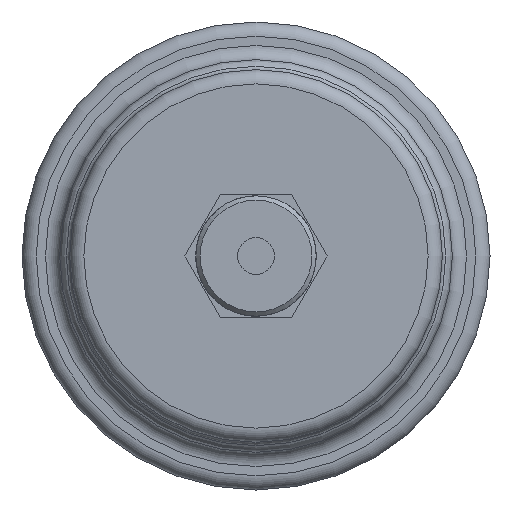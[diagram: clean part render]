
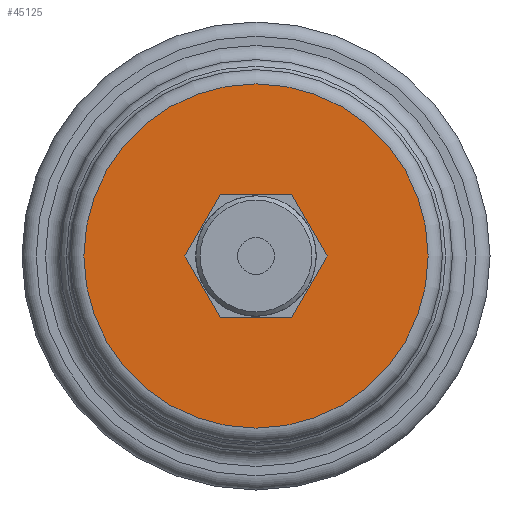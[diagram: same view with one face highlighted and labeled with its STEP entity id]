
A CAD part, front view. The second image highlights one B-rep face of the part: STEP entity #45125.
In plain terms, the highlighted planar face has unit normal (0, -1, 0).
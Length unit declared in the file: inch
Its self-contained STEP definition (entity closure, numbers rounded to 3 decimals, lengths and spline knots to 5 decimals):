
#127 = EDGE_CURVE ( 'NONE', #48368, #45783, #19216, .T. ) ;
#857 = CARTESIAN_POINT ( 'NONE',  ( 1.31, 0., 0. ) ) ;
#1510 = AXIS2_PLACEMENT_3D ( 'NONE', #36506, #57137, #26509 ) ;
#1625 = DIRECTION ( 'NONE',  ( 0.5, 0., -0.866 ) ) ;
#2125 = VERTEX_POINT ( 'NONE', #32111 ) ;
#2570 = CIRCLE ( 'NONE', #1510, 1.21 ) ;
#2735 = VECTOR ( 'NONE', #28546, 39.37008 ) ;
#4740 = EDGE_CURVE ( 'NONE', #25572, #2125, #64336, .T. ) ;
#8304 = CARTESIAN_POINT ( 'NONE',  ( 0.50027, 0., 0. ) ) ;
#8542 = VECTOR ( 'NONE', #11195, 39.37008 ) ;
#9263 = CARTESIAN_POINT ( 'NONE',  ( -0.25014, 0., -0.43325 ) ) ;
#9588 = DIRECTION ( 'NONE',  ( 1., 0., 0. ) ) ;
#10972 = EDGE_LOOP ( 'NONE', ( #45881, #23851, #31007, #21184, #30135, #49800 ) ) ;
#11195 = DIRECTION ( 'NONE',  ( 0.5, 0., 0.866 ) ) ;
#12245 = VECTOR ( 'NONE', #13828, 39.37008 ) ;
#12766 = LINE ( 'NONE', #44000, #45297 ) ;
#13828 = DIRECTION ( 'NONE',  ( -1., 0., 0. ) ) ;
#16146 = CARTESIAN_POINT ( 'NONE',  ( 0.25014, 0., -0.43325 ) ) ;
#17004 = EDGE_CURVE ( 'NONE', #37863, #25572, #53864, .T. ) ;
#19204 = EDGE_LOOP ( 'NONE', ( #56276 ) ) ;
#19216 = LINE ( 'NONE', #9263, #39290 ) ;
#20564 = DIRECTION ( 'NONE',  ( 0., -1., 0. ) ) ;
#21184 = ORIENTED_EDGE ( 'NONE', *, *, #17004, .F. ) ;
#21368 = VERTEX_POINT ( 'NONE', #50394 ) ;
#23851 = ORIENTED_EDGE ( 'NONE', *, *, #63554, .F. ) ;
#24807 = VECTOR ( 'NONE', #1625, 39.37008 ) ;
#25572 = VERTEX_POINT ( 'NONE', #27814 ) ;
#26509 = DIRECTION ( 'NONE',  ( 0., 0., -1. ) ) ;
#27814 = CARTESIAN_POINT ( 'NONE',  ( 0.25014, 0., 0.43325 ) ) ;
#28546 = DIRECTION ( 'NONE',  ( -0.5, 0., 0.866 ) ) ;
#30135 = ORIENTED_EDGE ( 'NONE', *, *, #65873, .F. ) ;
#31007 = ORIENTED_EDGE ( 'NONE', *, *, #4740, .F. ) ;
#32111 = CARTESIAN_POINT ( 'NONE',  ( -0.25014, 0., 0.43325 ) ) ;
#35834 = FACE_OUTER_BOUND ( 'NONE', #19204, .T. ) ;
#36245 = CARTESIAN_POINT ( 'NONE',  ( -0.50027, 0., 0. ) ) ;
#36506 = CARTESIAN_POINT ( 'NONE',  ( 0., 0., 0. ) ) ;
#37096 = EDGE_CURVE ( 'NONE', #21368, #48368, #61872, .T. ) ;
#37863 = VERTEX_POINT ( 'NONE', #62510 ) ;
#38678 = EDGE_CURVE ( 'NONE', #49017, #49017, #2570, .T. ) ;
#39290 = VECTOR ( 'NONE', #9588, 39.37008 ) ;
#41826 = PLANE ( 'NONE',  #57048 ) ;
#44000 = CARTESIAN_POINT ( 'NONE',  ( -0.25014, 0., 0.43325 ) ) ;
#45125 = ADVANCED_FACE ( 'NONE', ( #35834, #46458 ), #41826, .T. ) ;
#45297 = VECTOR ( 'NONE', #53680, 39.37008 ) ;
#45783 = VERTEX_POINT ( 'NONE', #62692 ) ;
#45881 = ORIENTED_EDGE ( 'NONE', *, *, #37096, .F. ) ;
#46458 = FACE_BOUND ( 'NONE', #10972, .T. ) ;
#48368 = VERTEX_POINT ( 'NONE', #62714 ) ;
#49017 = VERTEX_POINT ( 'NONE', #57991 ) ;
#49800 = ORIENTED_EDGE ( 'NONE', *, *, #127, .F. ) ;
#50394 = CARTESIAN_POINT ( 'NONE',  ( -0.50027, 0., 0. ) ) ;
#53680 = DIRECTION ( 'NONE',  ( -0.5, 0., -0.866 ) ) ;
#53751 = CARTESIAN_POINT ( 'NONE',  ( 0.25014, 0., 0.43325 ) ) ;
#53864 = LINE ( 'NONE', #8304, #2735 ) ;
#56276 = ORIENTED_EDGE ( 'NONE', *, *, #38678, .T. ) ;
#56797 = DIRECTION ( 'NONE',  ( 0., 0., -1. ) ) ;
#57048 = AXIS2_PLACEMENT_3D ( 'NONE', #857, #20564, #56797 ) ;
#57137 = DIRECTION ( 'NONE',  ( 0., -1., 0. ) ) ;
#57991 = CARTESIAN_POINT ( 'NONE',  ( 0., 0., -1.21 ) ) ;
#61694 = LINE ( 'NONE', #16146, #8542 ) ;
#61872 = LINE ( 'NONE', #36245, #24807 ) ;
#62510 = CARTESIAN_POINT ( 'NONE',  ( 0.50027, 0., 0. ) ) ;
#62692 = CARTESIAN_POINT ( 'NONE',  ( 0.25014, 0., -0.43325 ) ) ;
#62714 = CARTESIAN_POINT ( 'NONE',  ( -0.25014, 0., -0.43325 ) ) ;
#63554 = EDGE_CURVE ( 'NONE', #2125, #21368, #12766, .T. ) ;
#64336 = LINE ( 'NONE', #53751, #12245 ) ;
#65873 = EDGE_CURVE ( 'NONE', #45783, #37863, #61694, .T. ) ;
